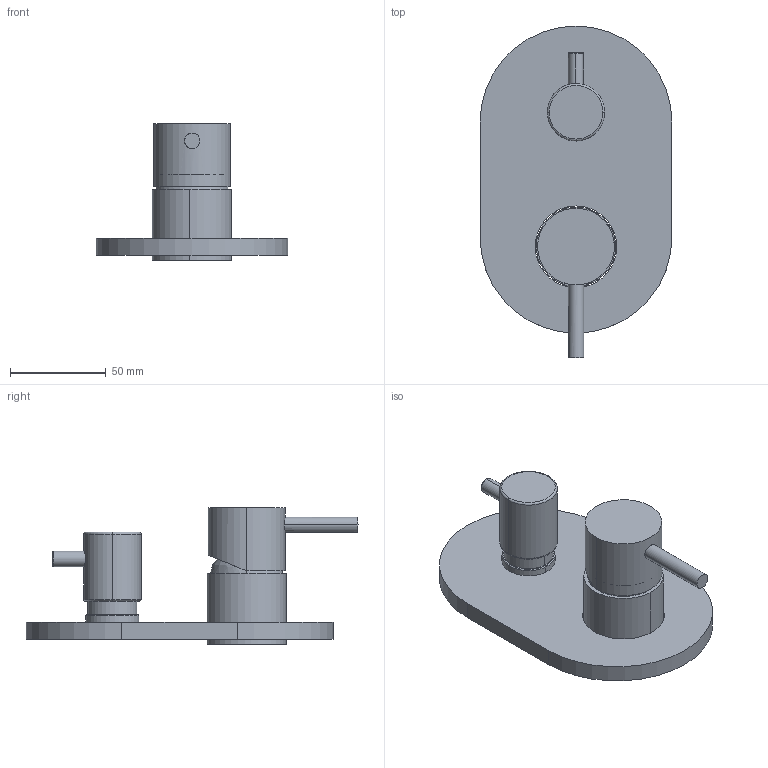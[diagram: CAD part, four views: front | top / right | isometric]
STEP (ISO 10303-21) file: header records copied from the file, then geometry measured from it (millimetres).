
FILE_DESCRIPTION (( 'STEP AP214' ), '1' );
FILE_NAME ('15186.STEP', '2023-10-06T16:17:11', ( '' ), ( '' ), 'SwSTEP 2.0', 'SolidWorks 2018', '' );
FILE_SCHEMA (( 'AUTOMOTIVE_DESIGN' ));
Length unit declared in the file: millimetre
Products named in the file (1): 15186
Bounding box: 100 x 173.01 x 71.33 mm (x, y, z)
Surface area: 55007.8 mm2 (no closed solid volume)
Topology: 0 solids, 7 shells, 57 faces, 129 edges, 82 vertices
Faces by surface type: cylinder 24, plane 19, torus 8, bspline 6
Entity records: 2636 total; most frequent: CARTESIAN_POINT 696, DIRECTION 297, ORIENTED_EDGE 236, AXIS2_PLACEMENT_3D 129, EDGE_CURVE 129, VERTEX_POINT 82, CIRCLE 77, EDGE_LOOP 67
